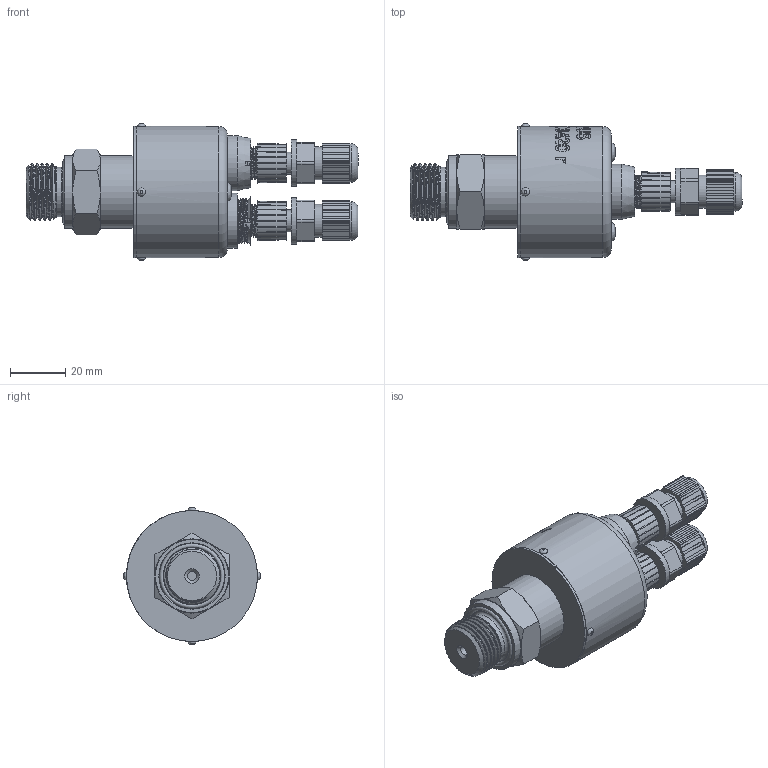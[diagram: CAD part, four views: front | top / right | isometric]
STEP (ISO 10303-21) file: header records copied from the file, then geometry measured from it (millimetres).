
FILE_DESCRIPTION(/* description */ (''),/* implementation_level */ '2;1');
FILE_NAME(/* name */ 'ASZ3420r_G1''2DIN_M12x1-straight.step',/* time_stamp */ '2021-07-16T11:55:23+03:00',/* author */ (''),/* organization */ (''),/* preprocessor_version */ 'ST-DEVELOPER v18.1',/* originating_system */ 'Autodesk Translation Framework v10.9.0.1377',/* authorisation */ '');
FILE_SCHEMA (('AUTOMOTIVE_DESIGN { 1 0 10303 214 3 1 1 }'));
Products named in the file (6): ASZ 3420 r - filled; G1/2 DIN; shell; M12x1 male v16; M12x1 male 2; M12x1 female straight v9
Assembly tree (6 placements, depth 2):
  ASZ 3420 r - filled
    G1/2 DIN
    shell
    M12x1 male v16
    M12x1 male 2
    M12x1 female straight v9  x2
Bounding box: 120.64 x 49.6 x 49.6 mm (x, y, z)
Volume: 94956.1 mm3; surface area: 29461.3 mm2
Topology: 31 solids, 31 shells, 1426 faces, 3871 edges, 2559 vertices
Faces by surface type: bspline 547, plane 539, cylinder 240, cone 83, torus 17
Full cylindrical faces by diameter (mm): 1 x25, 1.5 x8, 2 x4, 2.2 x4, 3.3 x1, 7.13 x2, 7.3 x2, 8 x6, 8.2 x2, 10.293 x2, 10.6 x4, 10.741 x8, 11.884 x6, 12 x2, 13 x2, 14 x2, 15.036 x8, 16.152 x10, 17 x2, 18 x1, 18.631 x4, 20 x2, 20.5 x1, 23 x1, 23.7 x1, 26.5 x3, 46 x1, 47.62 x1, 47.625 x1
Entity records: 62100 total; most frequent: CARTESIAN_POINT 34944, ORIENTED_EDGE 6636, DIRECTION 3773, EDGE_CURVE 3318, VERTEX_POINT 2196, LINE 1455, VECTOR 1455, B_SPLINE_CURVE_WITH_KNOTS 1353
